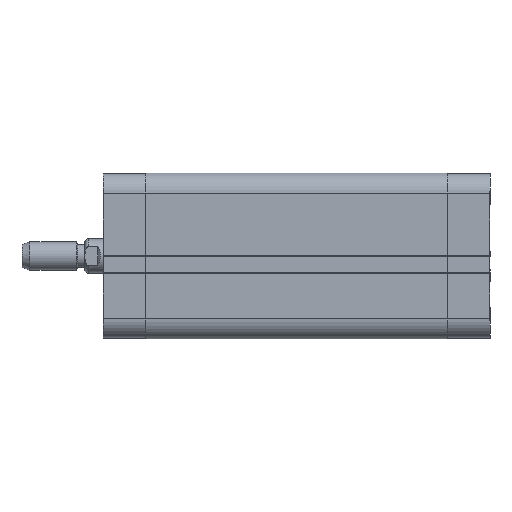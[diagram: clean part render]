
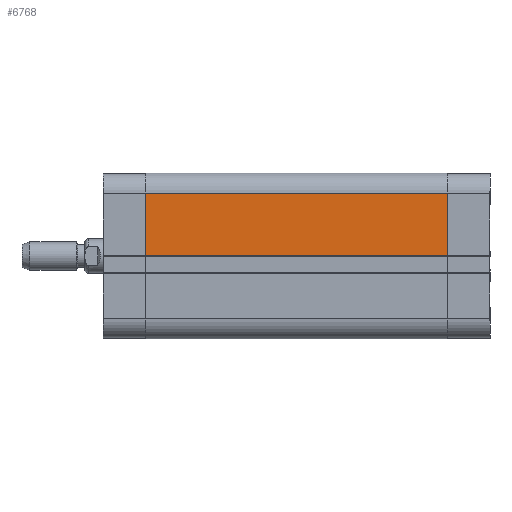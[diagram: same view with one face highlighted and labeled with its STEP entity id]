
A CAD part, left-side view. The second image highlights one B-rep face of the part: STEP entity #6768.
In plain terms, the highlighted planar face has unit normal (-1, 0, 0).
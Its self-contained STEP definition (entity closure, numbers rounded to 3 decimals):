
#5147=CARTESIAN_POINT('',(-29.05,53.,0.25));
#5148=VERTEX_POINT('',#5147);
#5156=CARTESIAN_POINT('',(-29.05,53.,22.05));
#5157=VERTEX_POINT('',#5156);
#5158=CARTESIAN_POINT('',(-29.05,53.,22.05));
#5159=DIRECTION('',(0.0,0.0,-1.0));
#5160=VECTOR('',#5159,21.8);
#5161=LINE('',#5158,#5160);
#5162=EDGE_CURVE('',#5157,#5148,#5161,.T.);
#6252=CARTESIAN_POINT('',(-29.05,-53.,22.05));
#6253=VERTEX_POINT('',#6252);
#6261=CARTESIAN_POINT('',(-29.05,-53.,0.25));
#6262=VERTEX_POINT('',#6261);
#6263=CARTESIAN_POINT('',(-29.05,-53.,0.25));
#6264=DIRECTION('',(0.0,0.0,1.0));
#6265=VECTOR('',#6264,21.8);
#6266=LINE('',#6263,#6265);
#6267=EDGE_CURVE('',#6262,#6253,#6266,.T.);
#6741=CARTESIAN_POINT('',(-29.05,53.,22.05));
#6742=DIRECTION('',(0.0,-1.0,0.0));
#6743=VECTOR('',#6742,106.);
#6744=LINE('',#6741,#6743);
#6745=EDGE_CURVE('',#5157,#6253,#6744,.T.);
#6752=CARTESIAN_POINT('',(-29.05,0.0,22.05));
#6753=DIRECTION('',(-1.0,0.0,0.0));
#6754=DIRECTION('',(0.0,0.0,1.0));
#6755=AXIS2_PLACEMENT_3D('',#6752,#6753,#6754);
#6756=PLANE('',#6755);
#6757=ORIENTED_EDGE('',*,*,#5162,.T.);
#6758=CARTESIAN_POINT('',(-29.05,53.,0.25));
#6759=DIRECTION('',(0.0,-1.0,0.0));
#6760=VECTOR('',#6759,106.);
#6761=LINE('',#6758,#6760);
#6762=EDGE_CURVE('',#5148,#6262,#6761,.T.);
#6763=ORIENTED_EDGE('',*,*,#6762,.T.);
#6764=ORIENTED_EDGE('',*,*,#6267,.T.);
#6765=ORIENTED_EDGE('',*,*,#6745,.F.);
#6766=EDGE_LOOP('',(#6757,#6763,#6764,#6765));
#6767=FACE_OUTER_BOUND('',#6766,.T.);
#6768=ADVANCED_FACE('',(#6767),#6756,.T.);
